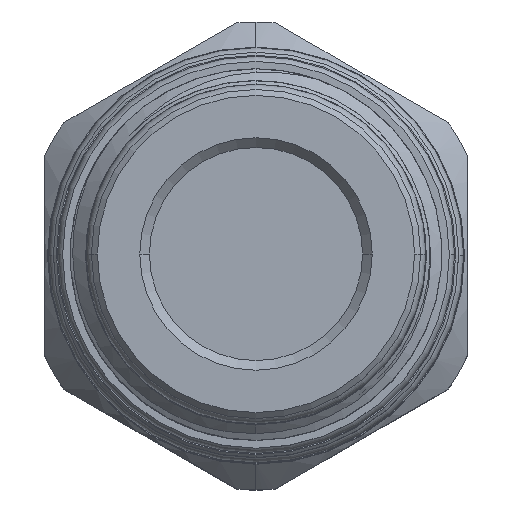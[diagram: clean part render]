
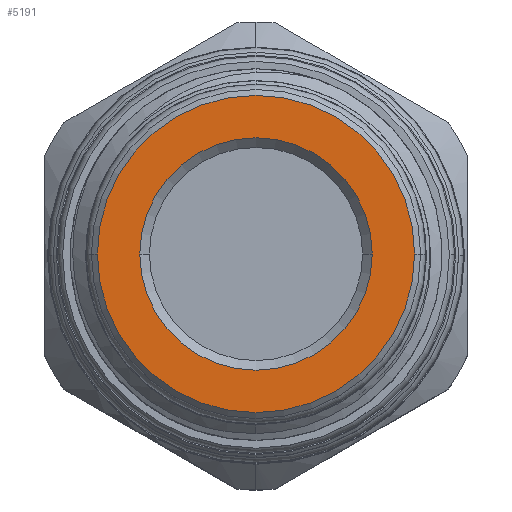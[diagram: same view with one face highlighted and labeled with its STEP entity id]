
A CAD part, top view. The second image highlights one B-rep face of the part: STEP entity #5191.
In plain terms, the highlighted planar face has unit normal (0, 0, 1).
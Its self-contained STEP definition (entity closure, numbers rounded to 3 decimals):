
#210 = EDGE_LOOP ( 'NONE', ( #1252, #2972 ) ) ;
#340 = CARTESIAN_POINT ( 'NONE',  ( -7.85, 0., 19.05 ) ) ;
#413 = PLANE ( 'NONE',  #8190 ) ;
#527 = DIRECTION ( 'NONE',  ( 0., 0., -1. ) ) ;
#1157 = AXIS2_PLACEMENT_3D ( 'NONE', #7898, #3764, #1835 ) ;
#1252 = ORIENTED_EDGE ( 'NONE', *, *, #4790, .T. ) ;
#1444 = DIRECTION ( 'NONE',  ( 0., 0., -1. ) ) ;
#1575 = EDGE_CURVE ( 'NONE', #5853, #2926, #6665, .T. ) ;
#1723 = AXIS2_PLACEMENT_3D ( 'NONE', #5570, #1444, #6247 ) ;
#1835 = DIRECTION ( 'NONE',  ( -1., 0., 0. ) ) ;
#1837 = VERTEX_POINT ( 'NONE', #3649 ) ;
#2403 = AXIS2_PLACEMENT_3D ( 'NONE', #2754, #3331, #8138 ) ;
#2754 = CARTESIAN_POINT ( 'NONE',  ( 0., 0., 19.05 ) ) ;
#2773 = DIRECTION ( 'NONE',  ( -1., 0., 0. ) ) ;
#2926 = VERTEX_POINT ( 'NONE', #8025 ) ;
#2972 = ORIENTED_EDGE ( 'NONE', *, *, #1575, .T. ) ;
#3144 = DIRECTION ( 'NONE',  ( -1., 0., 0. ) ) ;
#3331 = DIRECTION ( 'NONE',  ( 0., 0., 1. ) ) ;
#3505 = CARTESIAN_POINT ( 'NONE',  ( 0., 0., 19.05 ) ) ;
#3576 = FACE_BOUND ( 'NONE', #7443, .T. ) ;
#3649 = CARTESIAN_POINT ( 'NONE',  ( 7.85, 0., 19.05 ) ) ;
#3764 = DIRECTION ( 'NONE',  ( 0., 0., 1. ) ) ;
#4104 = DIRECTION ( 'NONE',  ( 0., 0., -1. ) ) ;
#4199 = CIRCLE ( 'NONE', #8324, 7.85 ) ;
#4790 = EDGE_CURVE ( 'NONE', #2926, #5853, #6276, .T. ) ;
#5191 = ADVANCED_FACE ( 'NONE', ( #5647, #3576 ), #413, .F. ) ;
#5218 = ORIENTED_EDGE ( 'NONE', *, *, #7369, .T. ) ;
#5478 = ORIENTED_EDGE ( 'NONE', *, *, #7324, .T. ) ;
#5570 = CARTESIAN_POINT ( 'NONE',  ( 0., 0., 19.05 ) ) ;
#5591 = VERTEX_POINT ( 'NONE', #340 ) ;
#5647 = FACE_OUTER_BOUND ( 'NONE', #210, .T. ) ;
#5853 = VERTEX_POINT ( 'NONE', #8794 ) ;
#6247 = DIRECTION ( 'NONE',  ( -1., 0., 0. ) ) ;
#6276 = CIRCLE ( 'NONE', #1157, 10.715 ) ;
#6665 = CIRCLE ( 'NONE', #2403, 10.715 ) ;
#6690 = CARTESIAN_POINT ( 'NONE',  ( 0., 0., 19.05 ) ) ;
#7324 = EDGE_CURVE ( 'NONE', #5591, #1837, #4199, .T. ) ;
#7369 = EDGE_CURVE ( 'NONE', #1837, #5591, #8386, .T. ) ;
#7443 = EDGE_LOOP ( 'NONE', ( #5218, #5478 ) ) ;
#7898 = CARTESIAN_POINT ( 'NONE',  ( 0., 0., 19.05 ) ) ;
#8025 = CARTESIAN_POINT ( 'NONE',  ( -10.715, 0., 19.05 ) ) ;
#8138 = DIRECTION ( 'NONE',  ( -1., 0., 0. ) ) ;
#8190 = AXIS2_PLACEMENT_3D ( 'NONE', #6690, #527, #3144 ) ;
#8324 = AXIS2_PLACEMENT_3D ( 'NONE', #3505, #4104, #2773 ) ;
#8386 = CIRCLE ( 'NONE', #1723, 7.85 ) ;
#8794 = CARTESIAN_POINT ( 'NONE',  ( 10.715, 0., 19.05 ) ) ;
